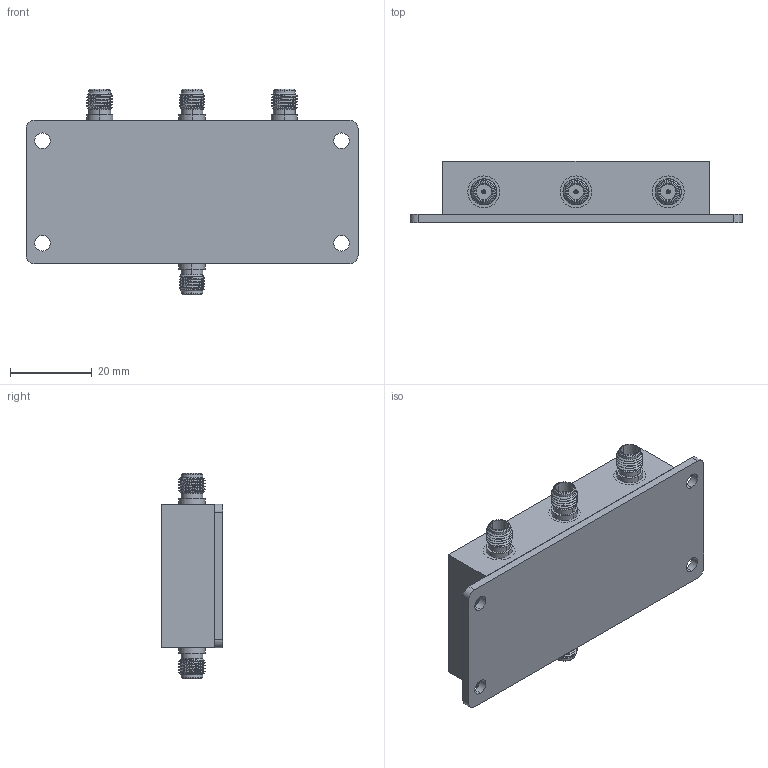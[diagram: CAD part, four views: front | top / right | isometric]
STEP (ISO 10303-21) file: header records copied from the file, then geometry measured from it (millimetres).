
FILE_DESCRIPTION (( 'STEP AP214' ), '1' );
FILE_NAME ('FMDV1207_3D.step', '2023-04-06T16:40:58', ( '' ), ( '' ), 'SwSTEP 2.0', 'SolidWorks 2022', '' );
FILE_SCHEMA (( 'AUTOMOTIVE_DESIGN' ));
Length unit declared in the file: millimetre
Products named in the file (3): FMDV1207_3D; Copy of POWER DIVIDER ENCLOSURE^FMDV1207; Copy of LCCN3022^FMDV1207
Assembly tree (5 placements, depth 2):
  FMDV1207_3D
    Copy of POWER DIVIDER ENCLOSURE^FMDV1207
    Copy of LCCN3022^FMDV1207  x4
Bounding box: 81 x 15 x 50.14 mm (x, y, z)
Volume: 37985.4 mm3; surface area: 16846.7 mm2
Topology: 10 solids, 10 shells, 16492 faces, 33516 edges, 17092 vertices
Faces by surface type: bspline 12812, cylinder 3232, plane 284, cone 164
Entity records: 343726 total; most frequent: CARTESIAN_POINT 284173, ORIENTED_EDGE 16848, EDGE_CURVE 8424, VERTEX_POINT 4303, EDGE_LOOP 4163, FACE_OUTER_BOUND 4141, ADVANCED_FACE 4141, B_SPLINE_CURVE_WITH_KNOTS 3459
